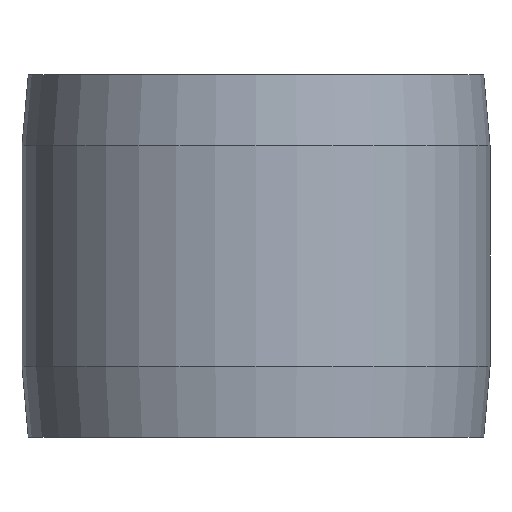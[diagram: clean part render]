
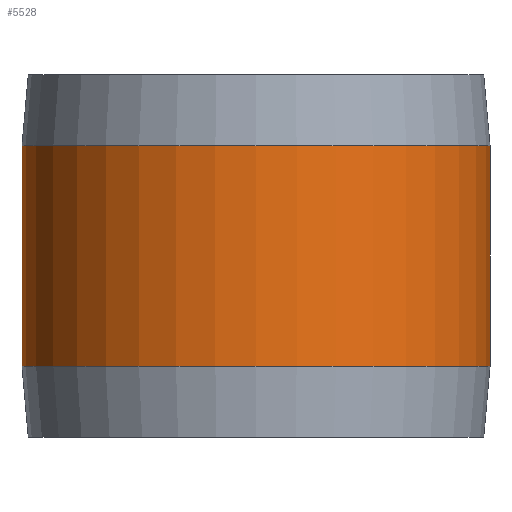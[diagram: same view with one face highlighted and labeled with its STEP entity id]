
A CAD part, left-side view. The second image highlights one B-rep face of the part: STEP entity #5528.
In plain terms, the highlighted cylindrical face has radius 26.5 mm (diameter 53 mm), a partial arc.
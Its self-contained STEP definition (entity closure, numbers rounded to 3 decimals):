
#1557=CARTESIAN_POINT('',(0.,0.,-12.5));
#1558=DIRECTION('',(0.,0.,-1.));
#1559=DIRECTION('',(0.,-1.,0.));
#1560=AXIS2_PLACEMENT_3D('',#1557,#1558,#1559);
#1575=DIRECTION('',(0.,0.,1.));
#1576=VECTOR('',#1575,25.);
#1577=CARTESIAN_POINT('',(0.,26.5,-12.5));
#1578=LINE('',#1577,#1576);
#1579=DIRECTION('',(0.,0.,1.));
#1580=VECTOR('',#1579,25.);
#1581=CARTESIAN_POINT('',(0.,-26.5,-12.5));
#1582=LINE('',#1581,#1580);
#1583=CARTESIAN_POINT('',(0.,0.,12.5));
#1584=DIRECTION('',(0.,0.,-1.));
#1585=DIRECTION('',(0.,-1.,0.));
#1586=AXIS2_PLACEMENT_3D('',#1583,#1584,#1585);
#4365=CARTESIAN_POINT('',(0.,26.5,12.5));
#4366=CARTESIAN_POINT('',(0.,-26.5,12.5));
#4367=VERTEX_POINT('',#4365);
#4368=VERTEX_POINT('',#4366);
#4377=CARTESIAN_POINT('',(0.,26.5,-12.5));
#4378=CARTESIAN_POINT('',(0.,-26.5,-12.5));
#4379=VERTEX_POINT('',#4377);
#4380=VERTEX_POINT('',#4378);
#5516=CARTESIAN_POINT('',(0.,0.,22.55));
#5517=DIRECTION('',(0.,0.,-1.));
#5518=DIRECTION('',(0.,-1.,0.));
#5519=AXIS2_PLACEMENT_3D('',#5516,#5517,#5518);
#5520=CYLINDRICAL_SURFACE('',#5519,26.5);
#5521=ORIENTED_EDGE('',*,*,#5481,.T.);
#5522=ORIENTED_EDGE('',*,*,#5511,.T.);
#5524=ORIENTED_EDGE('',*,*,#5523,.F.);
#5525=ORIENTED_EDGE('',*,*,#5507,.F.);
#5526=EDGE_LOOP('',(#5521,#5522,#5524,#5525));
#5527=FACE_OUTER_BOUND('',#5526,.F.);
#5528=ADVANCED_FACE('',(#5527),#5520,.T.);
#1561=CIRCLE('',#1560,26.5);
#1587=CIRCLE('',#1586,26.5);
#5481=EDGE_CURVE('',#4380,#4379,#1561,.T.);
#5507=EDGE_CURVE('',#4380,#4368,#1582,.T.);
#5511=EDGE_CURVE('',#4379,#4367,#1578,.T.);
#5523=EDGE_CURVE('',#4368,#4367,#1587,.T.);
